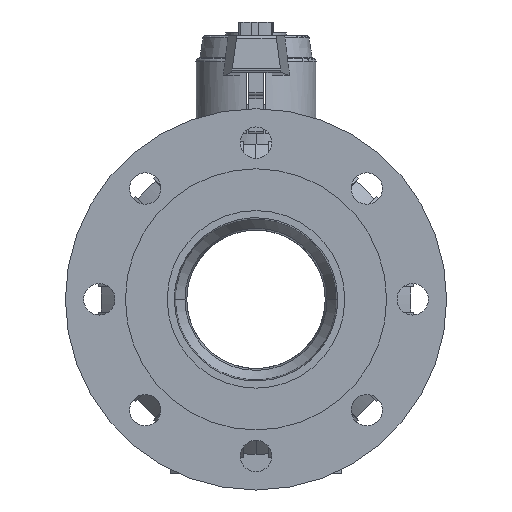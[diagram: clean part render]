
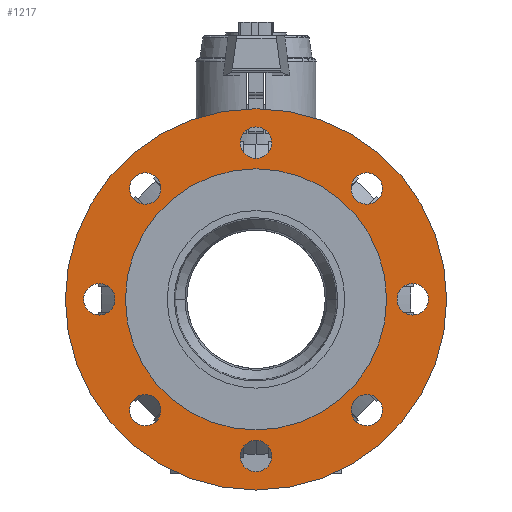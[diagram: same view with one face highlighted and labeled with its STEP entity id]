
A CAD part, left-side view. The second image highlights one B-rep face of the part: STEP entity #1217.
In plain terms, the highlighted planar face has unit normal (-1, 0, 0).
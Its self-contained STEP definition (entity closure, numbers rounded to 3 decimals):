
#1217=ADVANCED_FACE('',(#2644,#2645,#2646,#2647,#2648,#2649,#2650,#2651,#2652,#2653),#2654,.T.);
#2644=FACE_BOUND('',#4577,.T.);
#2645=FACE_BOUND('',#4578,.T.);
#2646=FACE_BOUND('',#4579,.T.);
#2647=FACE_BOUND('',#4580,.T.);
#2648=FACE_BOUND('',#4581,.T.);
#2649=FACE_BOUND('',#4582,.T.);
#2650=FACE_BOUND('',#4583,.T.);
#2651=FACE_BOUND('',#4584,.T.);
#2652=FACE_BOUND('',#4585,.T.);
#2653=FACE_OUTER_BOUND('',#4586,.T.);
#2654=PLANE('',#4587);
#4577=EDGE_LOOP('',(#7707,#7708));
#4578=EDGE_LOOP('',(#7709,#7710));
#4579=EDGE_LOOP('',(#7711,#7712));
#4580=EDGE_LOOP('',(#7713,#7714));
#4581=EDGE_LOOP('',(#7715,#7716));
#4582=EDGE_LOOP('',(#7717,#7718));
#4583=EDGE_LOOP('',(#7719,#7720));
#4584=EDGE_LOOP('',(#7721,#7722));
#4585=EDGE_LOOP('',(#7723,#7724));
#4586=EDGE_LOOP('',(#7725,#7726));
#4587=AXIS2_PLACEMENT_3D('',#7727,#7728,#7729);
#7707=ORIENTED_EDGE('',*,*,#11736,.T.);
#7708=ORIENTED_EDGE('',*,*,#11738,.T.);
#7709=ORIENTED_EDGE('',*,*,#11731,.T.);
#7710=ORIENTED_EDGE('',*,*,#11741,.T.);
#7711=ORIENTED_EDGE('',*,*,#11726,.T.);
#7712=ORIENTED_EDGE('',*,*,#11744,.T.);
#7713=ORIENTED_EDGE('',*,*,#11721,.T.);
#7714=ORIENTED_EDGE('',*,*,#11747,.T.);
#7715=ORIENTED_EDGE('',*,*,#11716,.T.);
#7716=ORIENTED_EDGE('',*,*,#11750,.T.);
#7717=ORIENTED_EDGE('',*,*,#11711,.T.);
#7718=ORIENTED_EDGE('',*,*,#11753,.T.);
#7719=ORIENTED_EDGE('',*,*,#11706,.T.);
#7720=ORIENTED_EDGE('',*,*,#11756,.T.);
#7721=ORIENTED_EDGE('',*,*,#11701,.T.);
#7722=ORIENTED_EDGE('',*,*,#11759,.T.);
#7723=ORIENTED_EDGE('',*,*,#11696,.T.);
#7724=ORIENTED_EDGE('',*,*,#11762,.T.);
#7725=ORIENTED_EDGE('',*,*,#11690,.F.);
#7726=ORIENTED_EDGE('',*,*,#11766,.F.);
#7727=CARTESIAN_POINT('',(-150.5,0.0,45.25));
#7728=DIRECTION('',(-1.0,0.0,0.0));
#7729=DIRECTION('',(0.0,0.0,1.0));
#11690=EDGE_CURVE('',#14091,#14093,#14094,.T.);
#11696=EDGE_CURVE('',#14098,#14102,#14104,.T.);
#11701=EDGE_CURVE('',#14107,#14111,#14113,.T.);
#11706=EDGE_CURVE('',#14116,#14120,#14122,.T.);
#11711=EDGE_CURVE('',#14125,#14129,#14131,.T.);
#11716=EDGE_CURVE('',#14134,#14138,#14140,.T.);
#11721=EDGE_CURVE('',#14143,#14147,#14149,.T.);
#11726=EDGE_CURVE('',#14152,#14156,#14158,.T.);
#11731=EDGE_CURVE('',#14161,#14165,#14167,.T.);
#11736=EDGE_CURVE('',#14170,#14174,#14176,.T.);
#11738=EDGE_CURVE('',#14174,#14170,#14178,.T.);
#11741=EDGE_CURVE('',#14165,#14161,#14181,.T.);
#11744=EDGE_CURVE('',#14156,#14152,#14184,.T.);
#11747=EDGE_CURVE('',#14147,#14143,#14187,.T.);
#11750=EDGE_CURVE('',#14138,#14134,#14190,.T.);
#11753=EDGE_CURVE('',#14129,#14125,#14193,.T.);
#11756=EDGE_CURVE('',#14120,#14116,#14196,.T.);
#11759=EDGE_CURVE('',#14111,#14107,#14199,.T.);
#11762=EDGE_CURVE('',#14102,#14098,#14202,.T.);
#11766=EDGE_CURVE('',#14093,#14091,#14206,.T.);
#14091=VERTEX_POINT('',#18106);
#14093=VERTEX_POINT('',#18109);
#14094=CIRCLE('',#18110,109.5);
#14098=VERTEX_POINT('',#18115);
#14102=VERTEX_POINT('',#18120);
#14104=CIRCLE('',#18123,66.0);
#14107=VERTEX_POINT('',#18126);
#14111=VERTEX_POINT('',#18131);
#14113=CIRCLE('',#18134,9.0);
#14116=VERTEX_POINT('',#18137);
#14120=VERTEX_POINT('',#18142);
#14122=CIRCLE('',#18145,9.0);
#14125=VERTEX_POINT('',#18148);
#14129=VERTEX_POINT('',#18153);
#14131=CIRCLE('',#18156,9.0);
#14134=VERTEX_POINT('',#18159);
#14138=VERTEX_POINT('',#18164);
#14140=CIRCLE('',#18167,9.0);
#14143=VERTEX_POINT('',#18170);
#14147=VERTEX_POINT('',#18175);
#14149=CIRCLE('',#18178,9.0);
#14152=VERTEX_POINT('',#18181);
#14156=VERTEX_POINT('',#18186);
#14158=CIRCLE('',#18189,9.0);
#14161=VERTEX_POINT('',#18192);
#14165=VERTEX_POINT('',#18197);
#14167=CIRCLE('',#18200,9.0);
#14170=VERTEX_POINT('',#18203);
#14174=VERTEX_POINT('',#18208);
#14176=CIRCLE('',#18211,9.0);
#14178=CIRCLE('',#18213,9.0);
#14181=CIRCLE('',#18216,9.0);
#14184=CIRCLE('',#18219,9.0);
#14187=CIRCLE('',#18222,9.0);
#14190=CIRCLE('',#18225,9.0);
#14193=CIRCLE('',#18228,9.0);
#14196=CIRCLE('',#18231,9.0);
#14199=CIRCLE('',#18234,9.0);
#14202=CIRCLE('',#18237,66.0);
#14206=CIRCLE('',#18241,109.5);
#18106=CARTESIAN_POINT('',(-150.5,0.0,-9.5));
#18109=CARTESIAN_POINT('',(-150.5,0.,209.5));
#18110=AXIS2_PLACEMENT_3D('',#23219,#23220,#23221);
#18115=CARTESIAN_POINT('',(-150.5,0.0,34.0));
#18120=CARTESIAN_POINT('',(-150.5,0.,166.0));
#18123=AXIS2_PLACEMENT_3D('',#23228,#23229,#23230);
#18126=CARTESIAN_POINT('',(-150.5,-57.276,157.276));
#18131=CARTESIAN_POINT('',(-150.5,-70.004,170.004));
#18134=AXIS2_PLACEMENT_3D('',#23236,#23237,#23238);
#18137=CARTESIAN_POINT('',(-150.5,-81.0,100.0));
#18142=CARTESIAN_POINT('',(-150.5,-99.0,100.0));
#18145=AXIS2_PLACEMENT_3D('',#23244,#23245,#23246);
#18148=CARTESIAN_POINT('',(-150.5,-57.276,42.724));
#18153=CARTESIAN_POINT('',(-150.5,-70.004,29.996));
#18156=AXIS2_PLACEMENT_3D('',#23252,#23253,#23254);
#18159=CARTESIAN_POINT('',(-150.5,0.0,19.0));
#18164=CARTESIAN_POINT('',(-150.5,0.,1.0));
#18167=AXIS2_PLACEMENT_3D('',#23260,#23261,#23262);
#18170=CARTESIAN_POINT('',(-150.5,57.276,42.724));
#18175=CARTESIAN_POINT('',(-150.5,70.004,29.996));
#18178=AXIS2_PLACEMENT_3D('',#23268,#23269,#23270);
#18181=CARTESIAN_POINT('',(-150.5,81.0,100.0));
#18186=CARTESIAN_POINT('',(-150.5,99.0,100.0));
#18189=AXIS2_PLACEMENT_3D('',#23276,#23277,#23278);
#18192=CARTESIAN_POINT('',(-150.5,57.276,157.276));
#18197=CARTESIAN_POINT('',(-150.5,70.004,170.004));
#18200=AXIS2_PLACEMENT_3D('',#23284,#23285,#23286);
#18203=CARTESIAN_POINT('',(-150.5,0.0,181.0));
#18208=CARTESIAN_POINT('',(-150.5,0.,199.0));
#18211=AXIS2_PLACEMENT_3D('',#23292,#23293,#23294);
#18213=AXIS2_PLACEMENT_3D('',#23295,#23296,#23297);
#18216=AXIS2_PLACEMENT_3D('',#23301,#23302,#23303);
#18219=AXIS2_PLACEMENT_3D('',#23307,#23308,#23309);
#18222=AXIS2_PLACEMENT_3D('',#23313,#23314,#23315);
#18225=AXIS2_PLACEMENT_3D('',#23319,#23320,#23321);
#18228=AXIS2_PLACEMENT_3D('',#23325,#23326,#23327);
#18231=AXIS2_PLACEMENT_3D('',#23331,#23332,#23333);
#18234=AXIS2_PLACEMENT_3D('',#23337,#23338,#23339);
#18237=AXIS2_PLACEMENT_3D('',#23343,#23344,#23345);
#18241=AXIS2_PLACEMENT_3D('',#23352,#23353,#23354);
#23219=CARTESIAN_POINT('',(-150.5,0.0,100.0));
#23220=DIRECTION('',(1.0,0.0,0.0));
#23221=DIRECTION('',(0.0,0.0,-1.0));
#23228=CARTESIAN_POINT('',(-150.5,0.0,100.0));
#23229=DIRECTION('',(1.0,-0.0,0.0));
#23230=DIRECTION('',(0.0,0.0,-1.0));
#23236=CARTESIAN_POINT('',(-150.5,-63.64,163.64));
#23237=DIRECTION('',(1.0,-0.0,0.0));
#23238=DIRECTION('',(0.0,0.707,-0.707));
#23244=CARTESIAN_POINT('',(-150.5,-90.0,100.0));
#23245=DIRECTION('',(1.0,0.0,-0.0));
#23246=DIRECTION('',(0.0,1.0,0.0));
#23252=CARTESIAN_POINT('',(-150.5,-63.64,36.36));
#23253=DIRECTION('',(1.0,0.0,-0.0));
#23254=DIRECTION('',(0.0,0.707,0.707));
#23260=CARTESIAN_POINT('',(-150.5,0.0,10.0));
#23261=DIRECTION('',(1.0,0.0,-0.0));
#23262=DIRECTION('',(0.0,0.0,1.0));
#23268=CARTESIAN_POINT('',(-150.5,63.64,36.36));
#23269=DIRECTION('',(1.0,0.0,-0.0));
#23270=DIRECTION('',(0.0,-0.707,0.707));
#23276=CARTESIAN_POINT('',(-150.5,90.0,100.0));
#23277=DIRECTION('',(1.0,0.0,-0.0));
#23278=DIRECTION('',(0.0,-1.0,0.0));
#23284=CARTESIAN_POINT('',(-150.5,63.64,163.64));
#23285=DIRECTION('',(1.0,0.0,0.0));
#23286=DIRECTION('',(0.0,-0.707,-0.707));
#23292=CARTESIAN_POINT('',(-150.5,0.0,190.0));
#23293=DIRECTION('',(1.0,-0.0,0.0));
#23294=DIRECTION('',(0.0,0.0,-1.0));
#23295=CARTESIAN_POINT('',(-150.5,0.0,190.0));
#23296=DIRECTION('',(1.0,-0.0,0.0));
#23297=DIRECTION('',(0.0,0.0,-1.0));
#23301=CARTESIAN_POINT('',(-150.5,63.64,163.64));
#23302=DIRECTION('',(1.0,0.0,0.0));
#23303=DIRECTION('',(0.0,-0.707,-0.707));
#23307=CARTESIAN_POINT('',(-150.5,90.0,100.0));
#23308=DIRECTION('',(1.0,0.0,-0.0));
#23309=DIRECTION('',(0.0,-1.0,0.0));
#23313=CARTESIAN_POINT('',(-150.5,63.64,36.36));
#23314=DIRECTION('',(1.0,0.0,-0.0));
#23315=DIRECTION('',(0.0,-0.707,0.707));
#23319=CARTESIAN_POINT('',(-150.5,0.0,10.0));
#23320=DIRECTION('',(1.0,0.0,-0.0));
#23321=DIRECTION('',(0.0,0.0,1.0));
#23325=CARTESIAN_POINT('',(-150.5,-63.64,36.36));
#23326=DIRECTION('',(1.0,0.0,-0.0));
#23327=DIRECTION('',(0.0,0.707,0.707));
#23331=CARTESIAN_POINT('',(-150.5,-90.0,100.0));
#23332=DIRECTION('',(1.0,0.0,-0.0));
#23333=DIRECTION('',(0.0,1.0,0.0));
#23337=CARTESIAN_POINT('',(-150.5,-63.64,163.64));
#23338=DIRECTION('',(1.0,-0.0,0.0));
#23339=DIRECTION('',(0.0,0.707,-0.707));
#23343=CARTESIAN_POINT('',(-150.5,0.0,100.0));
#23344=DIRECTION('',(1.0,-0.0,0.0));
#23345=DIRECTION('',(0.0,0.0,-1.0));
#23352=CARTESIAN_POINT('',(-150.5,0.0,100.0));
#23353=DIRECTION('',(1.0,0.0,0.0));
#23354=DIRECTION('',(0.0,0.0,-1.0));
